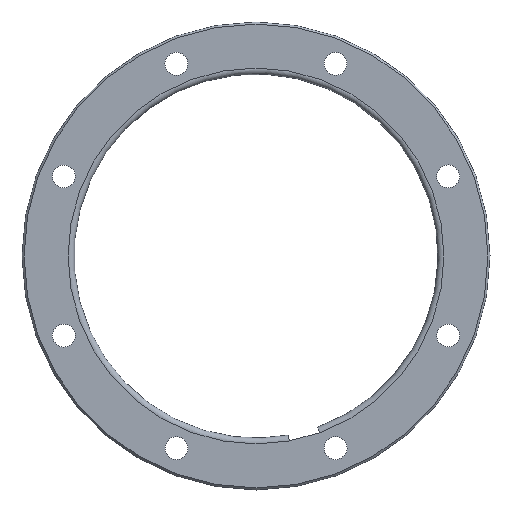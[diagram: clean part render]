
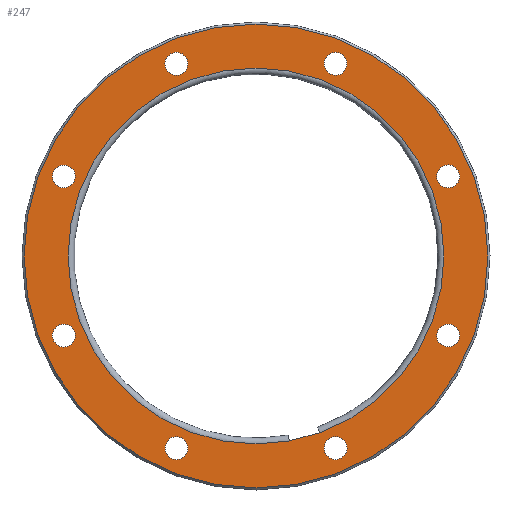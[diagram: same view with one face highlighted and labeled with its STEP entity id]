
A CAD part, left-side view. The second image highlights one B-rep face of the part: STEP entity #247.
In plain terms, the highlighted planar face has unit normal (-1, 0, 0).
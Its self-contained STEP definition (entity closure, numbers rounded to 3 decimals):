
#97=CARTESIAN_POINT('',(0.,111.5,0.));
#98=VERTEX_POINT('',#97);
#99=CARTESIAN_POINT('',(0.,0.0,0.0));
#100=DIRECTION('',(-1.0,0.0,0.0));
#101=DIRECTION('',(0.0,-1.0,0.0));
#102=AXIS2_PLACEMENT_3D('',#99,#100,#101);
#103=CIRCLE('',#102,111.5);
#104=EDGE_CURVE('',#98,#98,#103,.F.);
#140=CARTESIAN_POINT('',(0.,101.425,0.0));
#141=DIRECTION('',(-1.0,0.0,0.0));
#142=DIRECTION('',(0.0,0.0,1.0));
#143=AXIS2_PLACEMENT_3D('',#140,#141,#142);
#144=PLANE('',#143);
#145=ORIENTED_EDGE('',*,*,#104,.F.);
#146=EDGE_LOOP('',(#145));
#147=FACE_OUTER_BOUND('',#146,.T.);
#148=CARTESIAN_POINT('',(0.,90.35,0.0));
#149=VERTEX_POINT('',#148);
#150=CARTESIAN_POINT('',(0.,0.0,0.0));
#151=DIRECTION('',(1.0,0.0,0.0));
#152=DIRECTION('',(0.0,1.0,0.0));
#153=AXIS2_PLACEMENT_3D('',#150,#151,#152);
#154=CIRCLE('',#153,90.35);
#155=EDGE_CURVE('',#149,#149,#154,.T.);
#156=ORIENTED_EDGE('',*,*,#155,.T.);
#157=EDGE_LOOP('',(#156));
#158=FACE_BOUND('',#157,.T.);
#159=CARTESIAN_POINT('',(0.,92.388,-32.768));
#160=VERTEX_POINT('',#159);
#161=CARTESIAN_POINT('',(0.0,92.388,-38.268));
#162=DIRECTION('',(-1.0,0.0,0.0));
#163=DIRECTION('',(0.0,0.0,-1.0));
#164=AXIS2_PLACEMENT_3D('',#161,#162,#163);
#165=CIRCLE('',#164,5.5);
#166=EDGE_CURVE('',#160,#160,#165,.F.);
#167=ORIENTED_EDGE('',*,*,#166,.T.);
#168=EDGE_LOOP('',(#167));
#169=FACE_BOUND('',#168,.T.);
#170=CARTESIAN_POINT('',(0.,42.157,-88.499));
#171=VERTEX_POINT('',#170);
#172=CARTESIAN_POINT('',(0.0,38.268,-92.388));
#173=DIRECTION('',(-1.0,0.0,0.0));
#174=DIRECTION('',(0.0,-0.707,-0.707));
#175=AXIS2_PLACEMENT_3D('',#172,#173,#174);
#176=CIRCLE('',#175,5.5);
#177=EDGE_CURVE('',#171,#171,#176,.F.);
#178=ORIENTED_EDGE('',*,*,#177,.T.);
#179=EDGE_LOOP('',(#178));
#180=FACE_BOUND('',#179,.T.);
#181=CARTESIAN_POINT('',(0.,88.499,42.157));
#182=VERTEX_POINT('',#181);
#183=CARTESIAN_POINT('',(0.0,92.388,38.268));
#184=DIRECTION('',(-1.,0.0,0.0));
#185=DIRECTION('',(0.0,0.707,-0.707));
#186=AXIS2_PLACEMENT_3D('',#183,#184,#185);
#187=CIRCLE('',#186,5.5);
#188=EDGE_CURVE('',#182,#182,#187,.F.);
#189=ORIENTED_EDGE('',*,*,#188,.T.);
#190=EDGE_LOOP('',(#189));
#191=FACE_BOUND('',#190,.T.);
#192=CARTESIAN_POINT('',(0.,32.768,92.388));
#193=VERTEX_POINT('',#192);
#194=CARTESIAN_POINT('',(0.0,38.268,92.388));
#195=DIRECTION('',(-1.0,0.0,0.0));
#196=DIRECTION('',(0.0,1.0,0.0));
#197=AXIS2_PLACEMENT_3D('',#194,#195,#196);
#198=CIRCLE('',#197,5.5);
#199=EDGE_CURVE('',#193,#193,#198,.F.);
#200=ORIENTED_EDGE('',*,*,#199,.T.);
#201=EDGE_LOOP('',(#200));
#202=FACE_BOUND('',#201,.T.);
#203=CARTESIAN_POINT('',(0.,-42.157,88.499));
#204=VERTEX_POINT('',#203);
#205=CARTESIAN_POINT('',(0.0,-38.268,92.388));
#206=DIRECTION('',(-1.,0.0,0.0));
#207=DIRECTION('',(0.0,0.707,0.707));
#208=AXIS2_PLACEMENT_3D('',#205,#206,#207);
#209=CIRCLE('',#208,5.5);
#210=EDGE_CURVE('',#204,#204,#209,.F.);
#211=ORIENTED_EDGE('',*,*,#210,.T.);
#212=EDGE_LOOP('',(#211));
#213=FACE_BOUND('',#212,.T.);
#214=CARTESIAN_POINT('',(0.,-92.388,32.768));
#215=VERTEX_POINT('',#214);
#216=CARTESIAN_POINT('',(0.0,-92.388,38.268));
#217=DIRECTION('',(-1.0,0.0,0.0));
#218=DIRECTION('',(0.0,0.0,1.0));
#219=AXIS2_PLACEMENT_3D('',#216,#217,#218);
#220=CIRCLE('',#219,5.5);
#221=EDGE_CURVE('',#215,#215,#220,.F.);
#222=ORIENTED_EDGE('',*,*,#221,.T.);
#223=EDGE_LOOP('',(#222));
#224=FACE_BOUND('',#223,.T.);
#225=CARTESIAN_POINT('',(0.,-88.499,-42.157));
#226=VERTEX_POINT('',#225);
#227=CARTESIAN_POINT('',(0.0,-92.388,-38.268));
#228=DIRECTION('',(-1.,0.0,0.0));
#229=DIRECTION('',(0.0,-0.707,0.707));
#230=AXIS2_PLACEMENT_3D('',#227,#228,#229);
#231=CIRCLE('',#230,5.5);
#232=EDGE_CURVE('',#226,#226,#231,.F.);
#233=ORIENTED_EDGE('',*,*,#232,.T.);
#234=EDGE_LOOP('',(#233));
#235=FACE_BOUND('',#234,.T.);
#236=CARTESIAN_POINT('',(0.,-32.768,-92.388));
#237=VERTEX_POINT('',#236);
#238=CARTESIAN_POINT('',(0.0,-38.268,-92.388));
#239=DIRECTION('',(-1.0,0.0,0.0));
#240=DIRECTION('',(0.0,-1.0,0.0));
#241=AXIS2_PLACEMENT_3D('',#238,#239,#240);
#242=CIRCLE('',#241,5.5);
#243=EDGE_CURVE('',#237,#237,#242,.F.);
#244=ORIENTED_EDGE('',*,*,#243,.T.);
#245=EDGE_LOOP('',(#244));
#246=FACE_BOUND('',#245,.T.);
#247=ADVANCED_FACE('',(#147,#158,#169,#180,#191,#202,#213,#224,#235,#246),#144,.T.);
